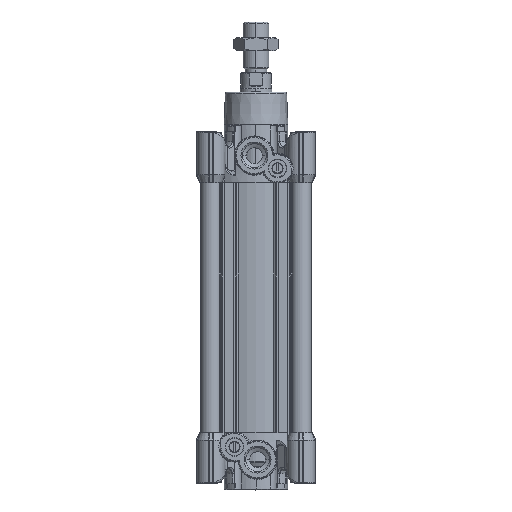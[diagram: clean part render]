
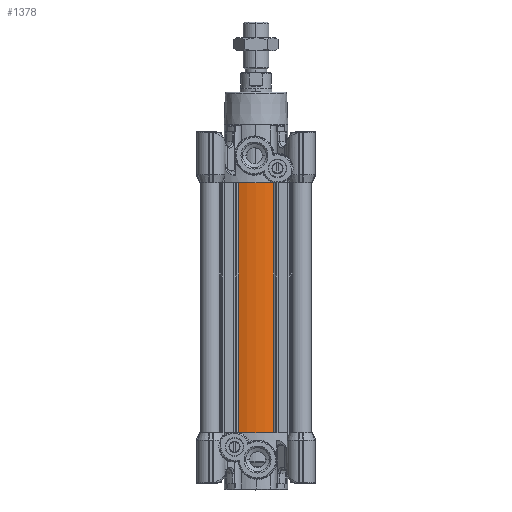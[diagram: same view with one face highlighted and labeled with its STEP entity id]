
A CAD part, top view. The second image highlights one B-rep face of the part: STEP entity #1378.
In plain terms, the highlighted cylindrical face has radius 33.5 mm (diameter 67 mm), a partial arc.
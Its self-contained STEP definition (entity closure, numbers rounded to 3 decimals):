
#315 = VERTEX_POINT ( 'NONE', #87399 ) ;
#1378 = ADVANCED_FACE ( 'NONE', ( #123085 ), #44750, .T. ) ;
#7693 = ORIENTED_EDGE ( 'NONE', *, *, #87756, .F. ) ;
#14162 = CARTESIAN_POINT ( 'NONE',  ( 0., 189., 0. ) ) ;
#14495 = VECTOR ( 'NONE', #24970, 1000. ) ;
#15270 = AXIS2_PLACEMENT_3D ( 'NONE', #44307, #90717, #82575 ) ;
#15455 = CARTESIAN_POINT ( 'NONE',  ( -10.764, 132., 31.723 ) ) ;
#24006 = EDGE_CURVE ( 'NONE', #100359, #315, #120682, .T. ) ;
#24581 = AXIS2_PLACEMENT_3D ( 'NONE', #14162, #82469, #120677 ) ;
#24970 = DIRECTION ( 'NONE',  ( 0., 1., 0. ) ) ;
#26162 = EDGE_CURVE ( 'NONE', #66264, #100359, #121490, .T. ) ;
#33354 = CIRCLE ( 'NONE', #15270, 33.5 ) ;
#43979 = ORIENTED_EDGE ( 'NONE', *, *, #24006, .T. ) ;
#44307 = CARTESIAN_POINT ( 'NONE',  ( 0., 32., 0. ) ) ;
#44750 = CYLINDRICAL_SURFACE ( 'NONE', #121597, 33.5 ) ;
#46154 = LINE ( 'NONE', #15455, #67935 ) ;
#54212 = ORIENTED_EDGE ( 'NONE', *, *, #26162, .T. ) ;
#54788 = DIRECTION ( 'NONE',  ( 0., 1., 0. ) ) ;
#60294 = VERTEX_POINT ( 'NONE', #78095 ) ;
#62957 = DIRECTION ( 'NONE',  ( -1., 0., 0. ) ) ;
#66264 = VERTEX_POINT ( 'NONE', #79302 ) ;
#67935 = VECTOR ( 'NONE', #122013, 1000. ) ;
#75275 = CARTESIAN_POINT ( 'NONE',  ( 10.764, 189., 31.723 ) ) ;
#78095 = CARTESIAN_POINT ( 'NONE',  ( -10.764, 32., 31.723 ) ) ;
#79302 = CARTESIAN_POINT ( 'NONE',  ( 10.764, 32., 31.723 ) ) ;
#82469 = DIRECTION ( 'NONE',  ( 0., -1., 0. ) ) ;
#82575 = DIRECTION ( 'NONE',  ( 1., 0., 0. ) ) ;
#83285 = CARTESIAN_POINT ( 'NONE',  ( 10.764, 132., 31.723 ) ) ;
#87399 = CARTESIAN_POINT ( 'NONE',  ( -10.764, 189., 31.723 ) ) ;
#87756 = EDGE_CURVE ( 'NONE', #66264, #60294, #33354, .T. ) ;
#88226 = EDGE_LOOP ( 'NONE', ( #43979, #91767, #7693, #54212 ) ) ;
#90717 = DIRECTION ( 'NONE',  ( 0., -1., 0. ) ) ;
#91767 = ORIENTED_EDGE ( 'NONE', *, *, #106582, .F. ) ;
#100359 = VERTEX_POINT ( 'NONE', #75275 ) ;
#106582 = EDGE_CURVE ( 'NONE', #60294, #315, #46154, .T. ) ;
#113064 = CARTESIAN_POINT ( 'NONE',  ( 0., 132., 0. ) ) ;
#120677 = DIRECTION ( 'NONE',  ( 1., 0., 0. ) ) ;
#120682 = CIRCLE ( 'NONE', #24581, 33.5 ) ;
#121490 = LINE ( 'NONE', #83285, #14495 ) ;
#121597 = AXIS2_PLACEMENT_3D ( 'NONE', #113064, #54788, #62957 ) ;
#122013 = DIRECTION ( 'NONE',  ( 0., 1., 0. ) ) ;
#123085 = FACE_OUTER_BOUND ( 'NONE', #88226, .T. ) ;
